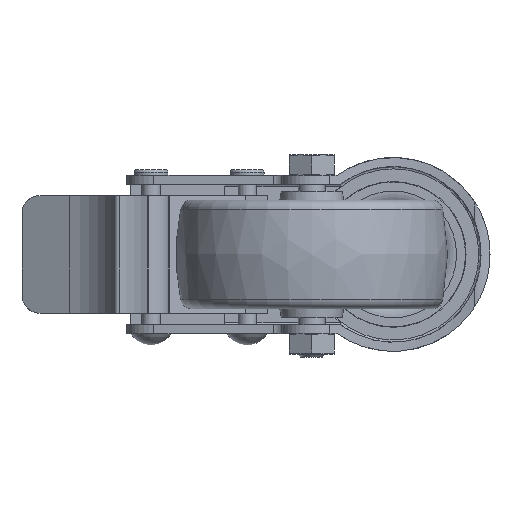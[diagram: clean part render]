
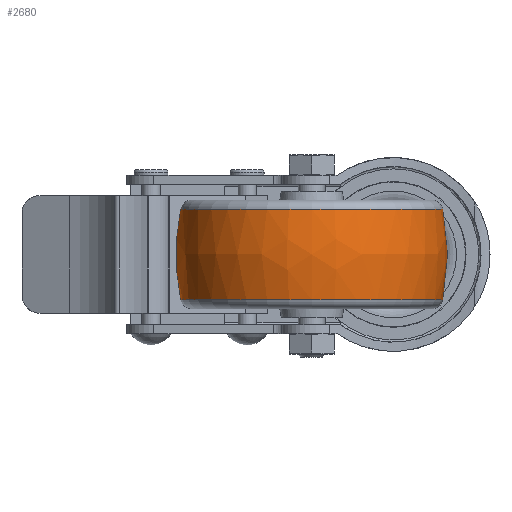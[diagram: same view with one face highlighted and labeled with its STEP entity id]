
A CAD part, front view. The second image highlights one B-rep face of the part: STEP entity #2680.
In plain terms, the highlighted free-form (B-spline) face has degree [2, 2] with [3, 9] control points.
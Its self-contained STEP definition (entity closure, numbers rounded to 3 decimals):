
#348=(
BOUNDED_CURVE()
B_SPLINE_CURVE(2,(#4151,#4152,#4153),.UNSPECIFIED.,.F.,.F.)
B_SPLINE_CURVE_WITH_KNOTS((3,3),(-0.21,0.21),
 .UNSPECIFIED.)
CURVE()
GEOMETRIC_REPRESENTATION_ITEM()
RATIONAL_B_SPLINE_CURVE((1.,0.978,1.))
REPRESENTATION_ITEM('')
);
#397=(
BOUNDED_SURFACE()
B_SPLINE_SURFACE(2,2,((#4123,#4124,#4125,#4126,#4127,#4128,#4129,#4130,
#4131),(#4132,#4133,#4134,#4135,#4136,#4137,#4138,#4139,#4140),(#4141,#4142,
#4143,#4144,#4145,#4146,#4147,#4148,#4149)),.UNSPECIFIED.,.F.,.T.,.F.)
B_SPLINE_SURFACE_WITH_KNOTS((3,3),(3,2,2,2,3),(-0.21,0.21),
(-3.142,-1.571,0.,1.571,3.142),
 .UNSPECIFIED.)
GEOMETRIC_REPRESENTATION_ITEM()
RATIONAL_B_SPLINE_SURFACE(((1.,0.707,1.,0.707,1.,
0.707,1.,0.707,1.),(0.978,0.692,
0.978,0.692,0.978,0.692,
0.978,0.692,0.978),(1.,0.707,
1.,0.707,1.,0.707,1.,0.707,1.)))
REPRESENTATION_ITEM('')
SURFACE()
);
#608=FACE_OUTER_BOUND('',#809,.T.);
#809=EDGE_LOOP('',(#1862,#1863,#1864,#1865,#1866,#1867));
#1065=CIRCLE('',#2888,28.945);
#1066=CIRCLE('',#2889,28.945);
#1067=CIRCLE('',#2890,28.945);
#1068=CIRCLE('',#2891,28.945);
#1223=VERTEX_POINT('',#4119);
#1224=VERTEX_POINT('',#4120);
#1225=VERTEX_POINT('',#4150);
#1226=VERTEX_POINT('',#4154);
#1483=EDGE_CURVE('',#1223,#1224,#1065,.T.);
#1484=EDGE_CURVE('',#1224,#1223,#1066,.T.);
#1485=EDGE_CURVE('',#1224,#1225,#348,.T.);
#1486=EDGE_CURVE('',#1225,#1226,#1067,.T.);
#1487=EDGE_CURVE('',#1226,#1225,#1068,.T.);
#1862=ORIENTED_EDGE('',*,*,#1483,.F.);
#1863=ORIENTED_EDGE('',*,*,#1484,.F.);
#1864=ORIENTED_EDGE('',*,*,#1485,.T.);
#1865=ORIENTED_EDGE('',*,*,#1486,.T.);
#1866=ORIENTED_EDGE('',*,*,#1487,.T.);
#1867=ORIENTED_EDGE('',*,*,#1485,.F.);
#2680=ADVANCED_FACE('',(#608),#397,.F.);
#2888=AXIS2_PLACEMENT_3D('',#4121,#3281,#3282);
#2889=AXIS2_PLACEMENT_3D('',#4122,#3283,#3284);
#2890=AXIS2_PLACEMENT_3D('',#4155,#3285,#3286);
#2891=AXIS2_PLACEMENT_3D('',#4156,#3287,#3288);
#3281=DIRECTION('center_axis',(1.,0.,0.));
#3282=DIRECTION('ref_axis',(0.,0.,-1.));
#3283=DIRECTION('center_axis',(1.,0.,0.));
#3284=DIRECTION('ref_axis',(0.,0.,-1.));
#3285=DIRECTION('center_axis',(1.,0.,0.));
#3286=DIRECTION('ref_axis',(0.,0.,-1.));
#3287=DIRECTION('center_axis',(1.,0.,0.));
#3288=DIRECTION('ref_axis',(0.,0.,-1.));
#4119=CARTESIAN_POINT('',(24.021,0.,-28.945));
#4120=CARTESIAN_POINT('',(24.021,0.,28.945));
#4121=CARTESIAN_POINT('Origin',(24.021,0.,0.));
#4122=CARTESIAN_POINT('Origin',(24.021,0.,0.));
#4123=CARTESIAN_POINT('Ctrl Pts',(3.979,0.,
28.945));
#4124=CARTESIAN_POINT('Ctrl Pts',(3.979,-28.945,28.945));
#4125=CARTESIAN_POINT('Ctrl Pts',(3.979,-28.945,0.));
#4126=CARTESIAN_POINT('Ctrl Pts',(3.979,-28.945,-28.945));
#4127=CARTESIAN_POINT('Ctrl Pts',(3.979,0.,
-28.945));
#4128=CARTESIAN_POINT('Ctrl Pts',(3.979,28.945,-28.945));
#4129=CARTESIAN_POINT('Ctrl Pts',(3.979,28.945,0.));
#4130=CARTESIAN_POINT('Ctrl Pts',(3.979,28.945,28.945));
#4131=CARTESIAN_POINT('Ctrl Pts',(3.979,0.,
28.945));
#4132=CARTESIAN_POINT('Ctrl Pts',(14.,0.,
31.078));
#4133=CARTESIAN_POINT('Ctrl Pts',(14.,-31.078,31.078));
#4134=CARTESIAN_POINT('Ctrl Pts',(14.,-31.078,0.));
#4135=CARTESIAN_POINT('Ctrl Pts',(14.,-31.078,-31.078));
#4136=CARTESIAN_POINT('Ctrl Pts',(14.,0.,
-31.078));
#4137=CARTESIAN_POINT('Ctrl Pts',(14.,31.078,-31.078));
#4138=CARTESIAN_POINT('Ctrl Pts',(14.,31.078,0.));
#4139=CARTESIAN_POINT('Ctrl Pts',(14.,31.078,31.078));
#4140=CARTESIAN_POINT('Ctrl Pts',(14.,0.,
31.078));
#4141=CARTESIAN_POINT('Ctrl Pts',(24.021,0.,
28.945));
#4142=CARTESIAN_POINT('Ctrl Pts',(24.021,-28.945,28.945));
#4143=CARTESIAN_POINT('Ctrl Pts',(24.021,-28.945,0.));
#4144=CARTESIAN_POINT('Ctrl Pts',(24.021,-28.945,-28.945));
#4145=CARTESIAN_POINT('Ctrl Pts',(24.021,0.,
-28.945));
#4146=CARTESIAN_POINT('Ctrl Pts',(24.021,28.945,-28.945));
#4147=CARTESIAN_POINT('Ctrl Pts',(24.021,28.945,0.));
#4148=CARTESIAN_POINT('Ctrl Pts',(24.021,28.945,28.945));
#4149=CARTESIAN_POINT('Ctrl Pts',(24.021,0.,
28.945));
#4150=CARTESIAN_POINT('',(3.979,0.,28.945));
#4151=CARTESIAN_POINT('Ctrl Pts',(24.021,0.,
28.945));
#4152=CARTESIAN_POINT('Ctrl Pts',(14.,0.,
31.078));
#4153=CARTESIAN_POINT('Ctrl Pts',(3.979,0.,
28.945));
#4154=CARTESIAN_POINT('',(3.979,0.,-28.945));
#4155=CARTESIAN_POINT('Origin',(3.979,0.,0.));
#4156=CARTESIAN_POINT('Origin',(3.979,0.,0.));
